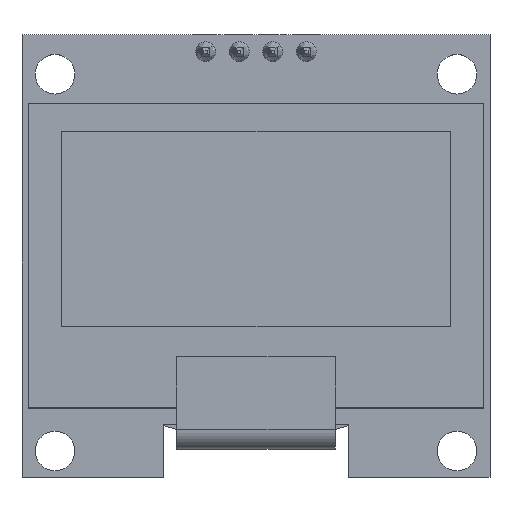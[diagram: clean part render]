
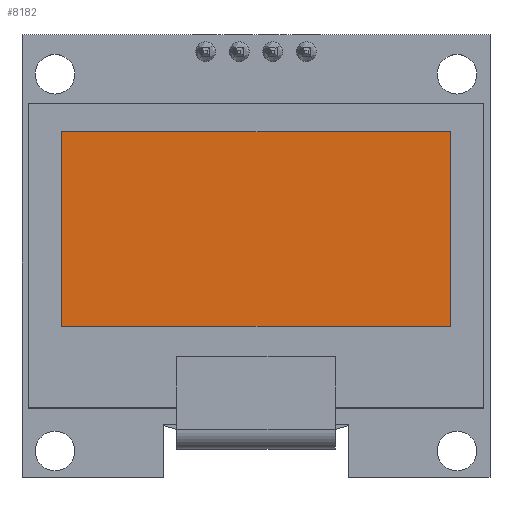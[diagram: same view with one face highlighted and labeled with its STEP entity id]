
A CAD part, top view. The second image highlights one B-rep face of the part: STEP entity #8182.
In plain terms, the highlighted planar face has unit normal (0, 0, 1).
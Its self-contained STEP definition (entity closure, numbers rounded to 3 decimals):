
#394=PLANE('',#8723);
#817=FACE_OUTER_BOUND('',#1286,.T.);
#1286=EDGE_LOOP('',(#6390,#6391,#6392,#6393));
#1914=LINE('',#11791,#3014);
#1917=LINE('',#11797,#3017);
#1920=LINE('',#11803,#3020);
#1923=LINE('',#11807,#3023);
#3014=VECTOR('',#9668,10.);
#3017=VECTOR('',#9673,10.);
#3020=VECTOR('',#9678,10.);
#3023=VECTOR('',#9683,10.);
#4054=VERTEX_POINT('',#11788);
#4055=VERTEX_POINT('',#11790);
#4057=VERTEX_POINT('',#11796);
#4059=VERTEX_POINT('',#11802);
#4912=EDGE_CURVE('',#4055,#4054,#1914,.T.);
#4915=EDGE_CURVE('',#4057,#4055,#1917,.T.);
#4918=EDGE_CURVE('',#4059,#4057,#1920,.T.);
#4921=EDGE_CURVE('',#4054,#4059,#1923,.T.);
#6390=ORIENTED_EDGE('',*,*,#4921,.T.);
#6391=ORIENTED_EDGE('',*,*,#4918,.T.);
#6392=ORIENTED_EDGE('',*,*,#4915,.T.);
#6393=ORIENTED_EDGE('',*,*,#4912,.T.);
#8182=ADVANCED_FACE('',(#817),#394,.T.);
#8723=AXIS2_PLACEMENT_3D('',#11808,#9684,#9685);
#9668=DIRECTION('',(0.,1.,0.));
#9673=DIRECTION('',(1.,0.,0.));
#9678=DIRECTION('',(0.,-1.,0.));
#9683=DIRECTION('',(-1.,0.,0.));
#9684=DIRECTION('center_axis',(0.,0.,1.));
#9685=DIRECTION('ref_axis',(1.,0.,0.));
#11788=CARTESIAN_POINT('',(32.41,24.209,2.));
#11790=CARTESIAN_POINT('',(32.41,9.509,2.));
#11791=CARTESIAN_POINT('',(32.41,24.209,2.));
#11796=CARTESIAN_POINT('',(2.99,9.509,2.));
#11797=CARTESIAN_POINT('',(32.41,9.509,2.));
#11802=CARTESIAN_POINT('',(2.99,24.209,2.));
#11803=CARTESIAN_POINT('',(2.99,9.509,2.));
#11807=CARTESIAN_POINT('',(2.99,24.209,2.));
#11808=CARTESIAN_POINT('Origin',(17.7,16.859,2.));
